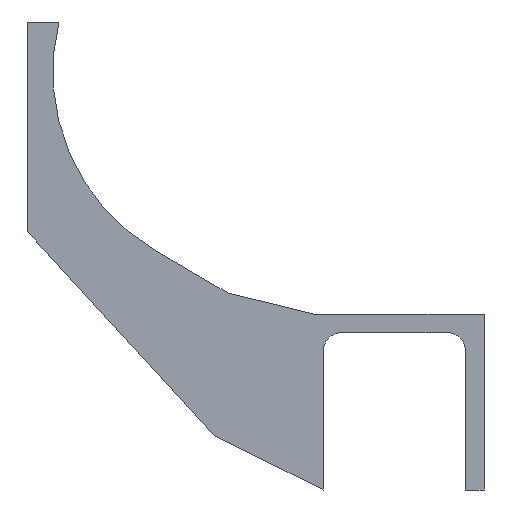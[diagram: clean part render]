
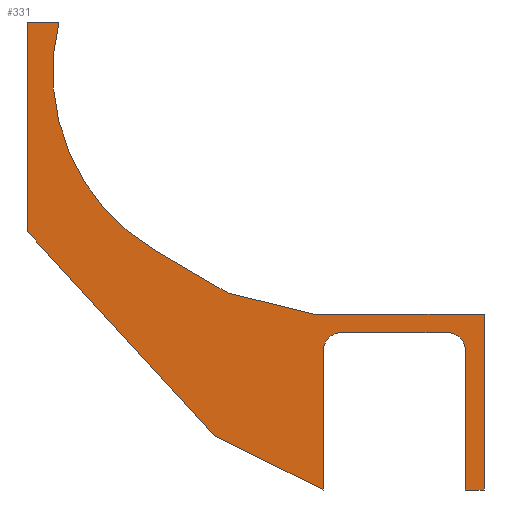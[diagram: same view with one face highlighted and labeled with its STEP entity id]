
A CAD part, front view. The second image highlights one B-rep face of the part: STEP entity #331.
In plain terms, the highlighted planar face has unit normal (0, -1, 0).
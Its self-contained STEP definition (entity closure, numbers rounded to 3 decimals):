
#15=CIRCLE('',#350,2.984);
#17=CIRCLE('',#354,2.984);
#19=CIRCLE('',#363,33.325);
#40=FACE_OUTER_BOUND('',#57,.T.);
#57=EDGE_LOOP('',(#286,#287,#288,#289,#290,#291,#292,#293,#294,#295,#296,
#297,#298,#299,#300));
#58=LINE('',#460,#97);
#62=LINE('',#468,#101);
#65=LINE('',#474,#104);
#69=LINE('',#486,#108);
#73=LINE('',#498,#112);
#76=LINE('',#504,#115);
#79=LINE('',#510,#118);
#82=LINE('',#516,#121);
#85=LINE('',#522,#124);
#88=LINE('',#528,#127);
#92=LINE('',#540,#131);
#95=LINE('',#545,#134);
#97=VECTOR('',#373,10.);
#101=VECTOR('',#379,10.);
#104=VECTOR('',#384,10.);
#108=VECTOR('',#396,10.);
#112=VECTOR('',#408,10.);
#115=VECTOR('',#413,10.);
#118=VECTOR('',#418,10.);
#121=VECTOR('',#423,10.);
#124=VECTOR('',#428,10.);
#127=VECTOR('',#433,10.);
#131=VECTOR('',#445,10.);
#134=VECTOR('',#450,10.);
#136=VERTEX_POINT('',#458);
#137=VERTEX_POINT('',#459);
#140=VERTEX_POINT('',#467);
#142=VERTEX_POINT('',#473);
#144=VERTEX_POINT('',#479);
#146=VERTEX_POINT('',#485);
#148=VERTEX_POINT('',#491);
#150=VERTEX_POINT('',#497);
#152=VERTEX_POINT('',#503);
#154=VERTEX_POINT('',#509);
#156=VERTEX_POINT('',#515);
#158=VERTEX_POINT('',#521);
#160=VERTEX_POINT('',#527);
#162=VERTEX_POINT('',#533);
#164=VERTEX_POINT('',#539);
#166=EDGE_CURVE('',#136,#137,#58,.T.);
#170=EDGE_CURVE('',#137,#140,#62,.T.);
#173=EDGE_CURVE('',#140,#142,#65,.T.);
#176=EDGE_CURVE('',#142,#144,#15,.T.);
#179=EDGE_CURVE('',#144,#146,#69,.T.);
#182=EDGE_CURVE('',#146,#148,#17,.T.);
#185=EDGE_CURVE('',#150,#148,#73,.T.);
#188=EDGE_CURVE('',#150,#152,#76,.T.);
#191=EDGE_CURVE('',#152,#154,#79,.T.);
#194=EDGE_CURVE('',#154,#156,#82,.T.);
#197=EDGE_CURVE('',#156,#158,#85,.T.);
#200=EDGE_CURVE('',#158,#160,#88,.T.);
#203=EDGE_CURVE('',#160,#162,#19,.T.);
#206=EDGE_CURVE('',#164,#162,#92,.T.);
#209=EDGE_CURVE('',#164,#136,#95,.T.);
#286=ORIENTED_EDGE('',*,*,#209,.T.);
#287=ORIENTED_EDGE('',*,*,#166,.T.);
#288=ORIENTED_EDGE('',*,*,#170,.T.);
#289=ORIENTED_EDGE('',*,*,#173,.T.);
#290=ORIENTED_EDGE('',*,*,#176,.T.);
#291=ORIENTED_EDGE('',*,*,#179,.T.);
#292=ORIENTED_EDGE('',*,*,#182,.T.);
#293=ORIENTED_EDGE('',*,*,#185,.F.);
#294=ORIENTED_EDGE('',*,*,#188,.T.);
#295=ORIENTED_EDGE('',*,*,#191,.T.);
#296=ORIENTED_EDGE('',*,*,#194,.T.);
#297=ORIENTED_EDGE('',*,*,#197,.T.);
#298=ORIENTED_EDGE('',*,*,#200,.T.);
#299=ORIENTED_EDGE('',*,*,#203,.T.);
#300=ORIENTED_EDGE('',*,*,#206,.F.);
#314=PLANE('',#368);
#331=ADVANCED_FACE('',(#40),#314,.F.);
#350=AXIS2_PLACEMENT_3D('',#480,#389,#390);
#354=AXIS2_PLACEMENT_3D('',#492,#401,#402);
#363=AXIS2_PLACEMENT_3D('',#534,#438,#439);
#368=AXIS2_PLACEMENT_3D('',#548,#454,#455);
#373=DIRECTION('',(0.676,0.,-0.737));
#379=DIRECTION('',(0.894,0.,-0.447));
#384=DIRECTION('',(0.,0.,1.));
#389=DIRECTION('center_axis',(0.,1.,0.));
#390=DIRECTION('ref_axis',(-1.,0.,0.));
#396=DIRECTION('',(1.,0.,0.));
#401=DIRECTION('center_axis',(0.,1.,0.));
#402=DIRECTION('ref_axis',(-0.152,0.,0.988));
#408=DIRECTION('',(0.,0.,1.));
#413=DIRECTION('',(1.,0.,0.));
#418=DIRECTION('',(0.,0.,1.));
#423=DIRECTION('',(-1.,0.,0.));
#428=DIRECTION('',(-0.971,0.,0.237));
#433=DIRECTION('',(-0.863,0.,0.505));
#438=DIRECTION('center_axis',(0.,1.,0.));
#439=DIRECTION('ref_axis',(-0.505,0.,-0.863));
#445=DIRECTION('',(1.,0.,0.));
#450=DIRECTION('',(0.,0.,-1.));
#454=DIRECTION('center_axis',(0.,1.,0.));
#455=DIRECTION('ref_axis',(1.,0.,0.));
#458=CARTESIAN_POINT('',(-65.,0.,-43.796));
#459=CARTESIAN_POINT('',(-34.976,0.,-76.557));
#460=CARTESIAN_POINT('',(-65.,0.,-43.796));
#467=CARTESIAN_POINT('',(-17.439,0.,-85.326));
#468=CARTESIAN_POINT('',(-34.976,0.,-76.557));
#473=CARTESIAN_POINT('',(-17.439,0.,-62.949));
#474=CARTESIAN_POINT('',(-17.439,0.,-85.326));
#479=CARTESIAN_POINT('',(-14.,0.,-60.));
#480=CARTESIAN_POINT('Origin',(-14.454,0.,-62.949));
#485=CARTESIAN_POINT('',(2.,0.,-60.));
#486=CARTESIAN_POINT('',(-14.,0.,-60.));
#491=CARTESIAN_POINT('',(5.439,0.,-62.949));
#492=CARTESIAN_POINT('Origin',(2.454,0.,-62.949));
#497=CARTESIAN_POINT('',(5.439,0.,-85.326));
#498=CARTESIAN_POINT('',(5.439,0.,-85.326));
#503=CARTESIAN_POINT('',(8.457,0.,-85.326));
#504=CARTESIAN_POINT('',(5.439,0.,-85.326));
#509=CARTESIAN_POINT('',(8.457,0.,-57.));
#510=CARTESIAN_POINT('',(8.457,0.,-85.326));
#515=CARTESIAN_POINT('',(-19.,0.,-57.));
#516=CARTESIAN_POINT('',(8.457,0.,-57.));
#521=CARTESIAN_POINT('',(-32.766,0.,-53.638));
#522=CARTESIAN_POINT('',(-19.,0.,-57.));
#527=CARTESIAN_POINT('',(-44.474,0.,-46.793));
#528=CARTESIAN_POINT('',(-32.766,0.,-53.638));
#533=CARTESIAN_POINT('',(-60.,0.,-10.));
#534=CARTESIAN_POINT('Origin',(-27.656,0.,-18.024));
#539=CARTESIAN_POINT('',(-65.,0.,-10.));
#540=CARTESIAN_POINT('',(-65.,0.,-10.));
#545=CARTESIAN_POINT('',(-65.,0.,-10.));
#548=CARTESIAN_POINT('Origin',(-28.271,0.,-47.663));
